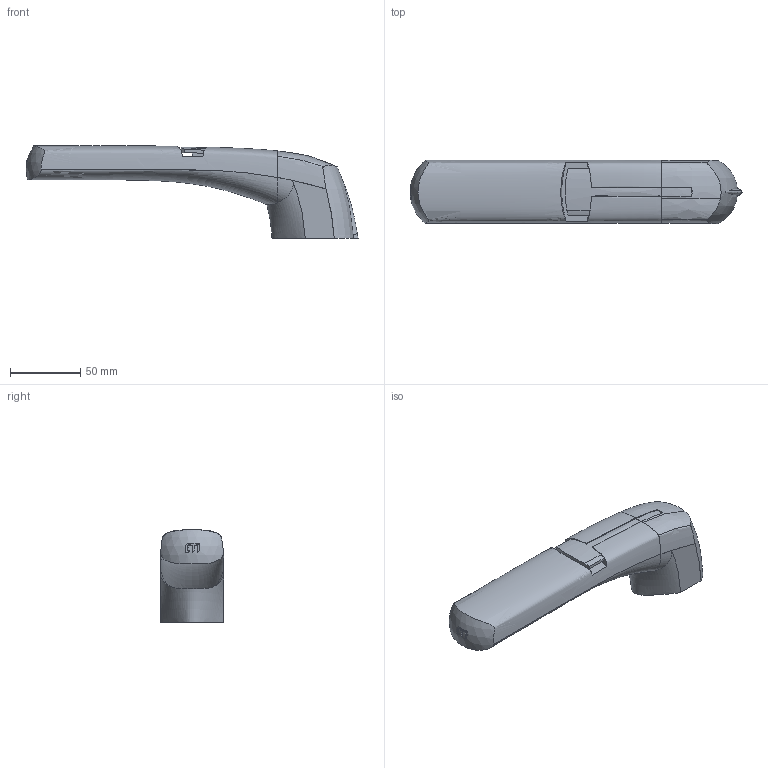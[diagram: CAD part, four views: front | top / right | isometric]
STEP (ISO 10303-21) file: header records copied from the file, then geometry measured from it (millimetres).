
FILE_DESCRIPTION((''),'2;1');
FILE_NAME('004661581_LBS-DH1600-B_CO_ASM','2021-10-01T',('marketing.praksa'),('Audax d.o.o.'),'CREO PARAMETRIC BY PTC INC, 2017480','CREO PARAMETRIC BY PTC INC, 2017480','');
FILE_SCHEMA(('AUTOMOTIVE_DESIGN { 1 0 10303 214 1 1 1 1 }'));
Length unit declared in the file: millimetre
Products named in the file (8): PRT9580_1; PRT9582_1; RR_1; PRT9583_1_1; PRT9583_1_2; PRT9583_1_3; PRT9583_1_ASM; 004661581_LBS-DH1600-B_CO_ASM
Assembly tree (7 placements, depth 3):
  004661581_LBS-DH1600-B_CO_ASM
    PRT9580_1
    PRT9582_1
    RR_1
    PRT9583_1_ASM
      PRT9583_1_1
      PRT9583_1_2
      PRT9583_1_3
Bounding box: 237.1 x 44.99 x 66.29 mm (x, y, z)
Volume: 292292 mm3; surface area: 46448.3 mm2
Topology: 6 solids, 7 shells, 206 faces, 514 edges, 323 vertices
Faces by surface type: plane 103, cylinder 53, bspline 44, cone 3, extrusion 2, sphere 1
Entity records: 22613 total; most frequent: CARTESIAN_POINT 14508, ORIENTED_EDGE 1018, DIRECTION 835, PRESENTATION_STYLE_ASSIGNMENT 600, STYLED_ITEM 600, EDGE_CURVE 511, CURVE_STYLE 399, VERTEX_POINT 323
